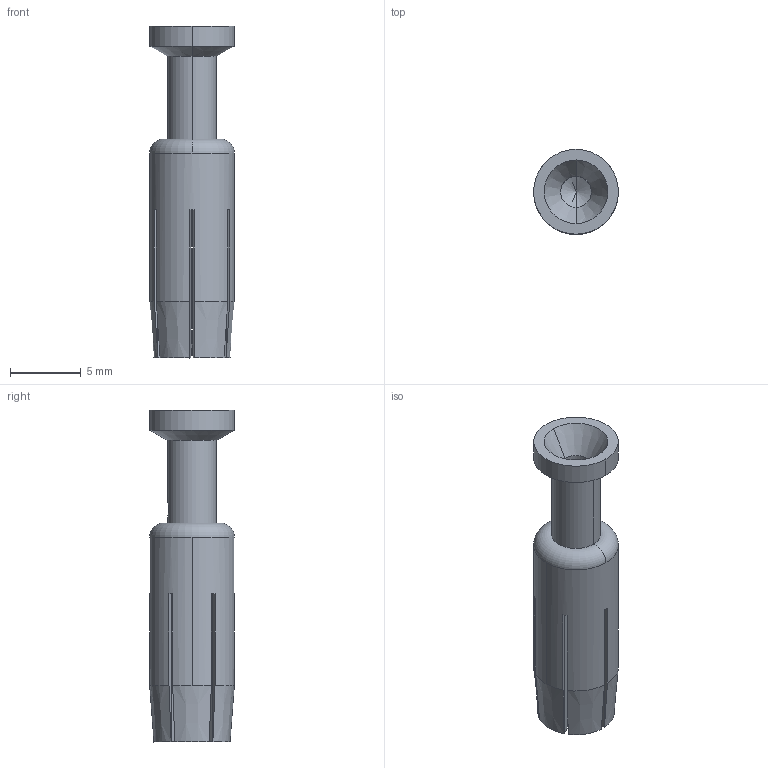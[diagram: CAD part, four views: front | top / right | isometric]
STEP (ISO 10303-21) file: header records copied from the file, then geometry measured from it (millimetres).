
FILE_DESCRIPTION(('Creo Elements/Direct Modeling STEP Export'),'2;1');
FILE_NAME('CXFA 2.5.stp','2012-07-19T11:51:39',(''),(''),'Creo Elements/Direct Modeling STEP processor for AP214 (Solid Model)','Creo Elements/Direct Modeling 17.0D 15-Jul-2011 (C) Parametric Technology GmbH','');
FILE_SCHEMA(('AUTOMOTIVE_DESIGN { 1 0 10303 214 1 1 1 1 }'));
Length unit declared in the file: millimetre
Products named in the file (2): CXFA_2-5
Assembly tree (1 placements, depth 2):
  CXFA_2-5
    CXFA_2-5
Bounding box: 6 x 6 x 23.5 mm (x, y, z)
Volume: 324 mm3; surface area: 753.2 mm2
Topology: 1 solids, 1 shells, 87 faces, 230 edges, 140 vertices
Faces by surface type: plane 37, cone 26, cylinder 16, torus 8
Entity records: 4062 total; most frequent: CARTESIAN_POINT 1552, ORIENTED_EDGE 452, DIRECTION 312, EDGE_CURVE 226, VERTEX_POINT 140, AXIS2_PLACEMENT_3D 111, VECTOR 90, LINE 90
